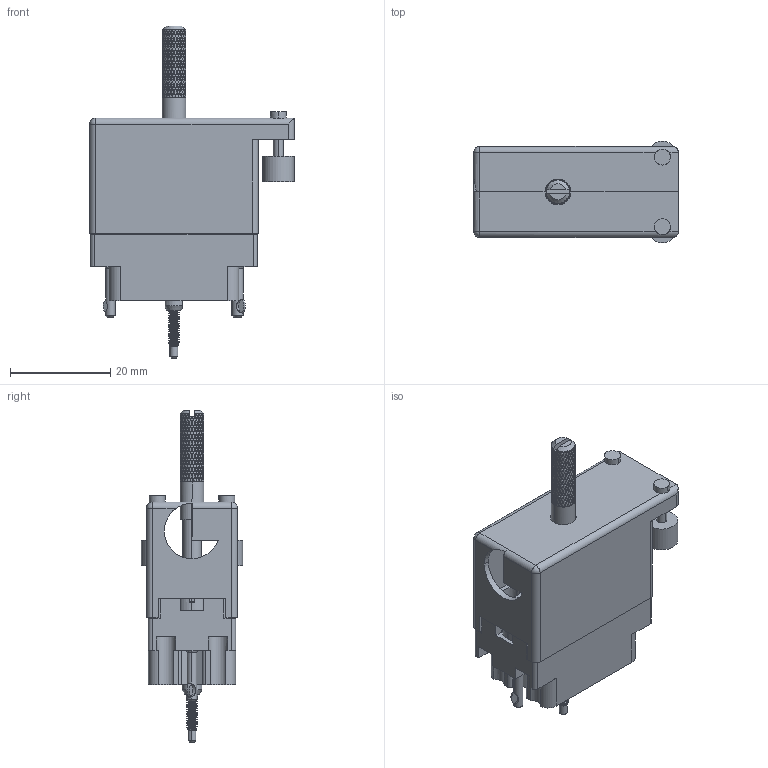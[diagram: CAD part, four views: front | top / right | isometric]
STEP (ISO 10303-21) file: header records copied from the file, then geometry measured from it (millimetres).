
FILE_DESCRIPTION (( 'STEP AP203' ), '1' );
FILE_NAME ('516-020-000-121.STEP', '2020-03-09T12:12:24', ( '' ), ( '' ), 'SwSTEP 2.0', 'SolidWorks 2016', '' );
FILE_SCHEMA (( 'CONFIG_CONTROL_DESIGN' ));
Length unit declared in the file: inch
Products named in the file (12): 516-020-000-121; 516-222-020-102_021; 516-252-021-102_020; 516-230-001_Plastic - 020 Side Entry; 516 Plug Insulator_020; 516-252-022-102; 516-250-020-111; Actuating Screw Assy 020; 516-222-020-102_020; 516-250-021-102; 516-253-025-100; 516-251-025-100
Assembly tree (12 placements, depth 3):
  516-020-000-121
    516 Plug Insulator_020
    516-230-001_Plastic - 020 Side Entry
    516-252-021-102_020  x2
    516-222-020-102_020
    Actuating Screw Assy 020
      516-251-025-100
      516-250-021-102
      516-250-020-111
      516-253-025-100
      516-252-022-102
    516-222-020-102_021
Bounding box: 40.87 x 20.24 x 66.29 mm (x, y, z)
Volume: 9250.5 mm3; surface area: 15071.5 mm2
Topology: 11 solids, 11 shells, 3548 faces, 8045 edges, 4530 vertices
Faces by surface type: bspline 2058, cylinder 838, plane 588, cone 58, torus 4, sphere 2
Entity records: 190762 total; most frequent: CARTESIAN_POINT 134569, ORIENTED_EDGE 15906, EDGE_CURVE 7953, DIRECTION 6201, VERTEX_POINT 4470, EDGE_LOOP 3607, ADVANCED_FACE 3517, FACE_OUTER_BOUND 3517
